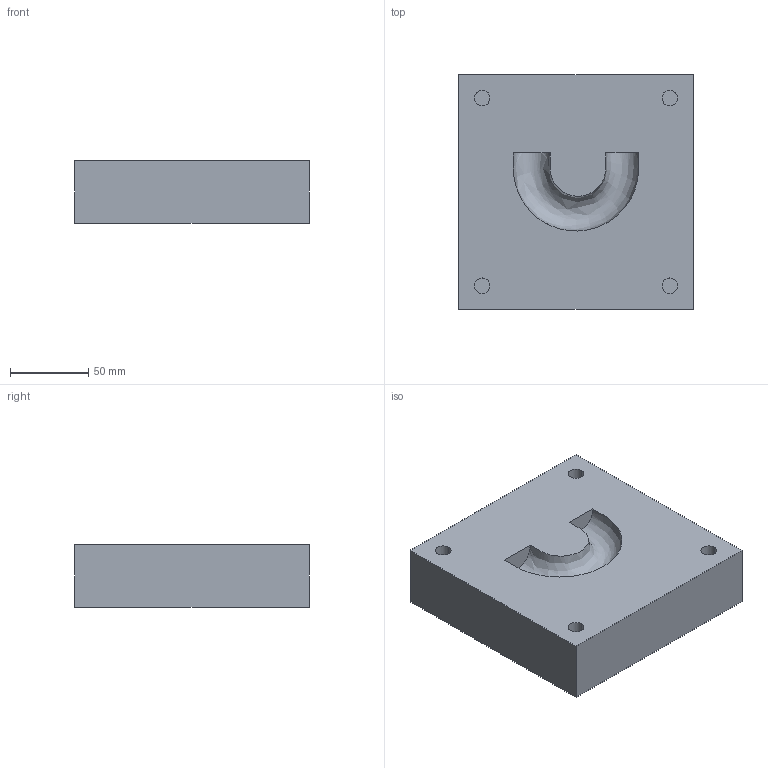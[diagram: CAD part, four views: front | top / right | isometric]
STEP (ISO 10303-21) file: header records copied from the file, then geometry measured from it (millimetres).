
FILE_DESCRIPTION (( 'STEP AP214' ), '1' );
FILE_NAME ('Moule potence 2.STEP', '2019-05-20T19:20:25', ( '' ), ( '' ), 'SwSTEP 2.0', 'SolidWorks 2017', '' );
FILE_SCHEMA (( 'AUTOMOTIVE_DESIGN' ));
Length unit declared in the file: millimetre
Products named in the file (2): Moule potence 2
Bounding box: 150 x 150 x 40 mm (x, y, z)
Volume: 868358.8 mm3; surface area: 74233 mm2
Topology: 1 solids, 1 shells, 24 faces, 52 edges, 36 vertices
Faces by surface type: plane 13, cylinder 10, bspline 1
Entity records: 1507 total; most frequent: CARTESIAN_POINT 909, DIRECTION 122, ORIENTED_EDGE 104, EDGE_CURVE 52, AXIS2_PLACEMENT_3D 47, VERTEX_POINT 36, EDGE_LOOP 30, LINE 28
